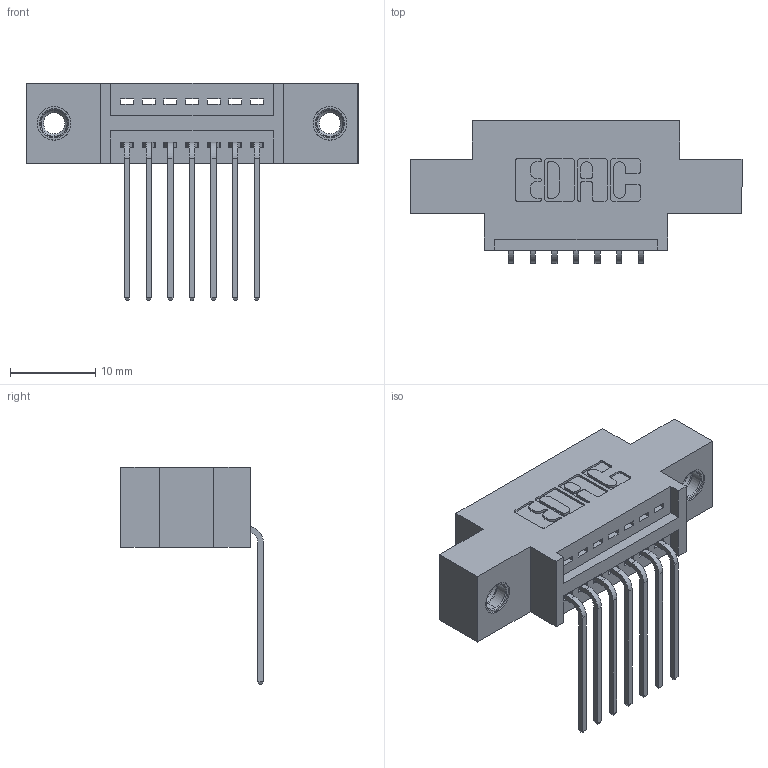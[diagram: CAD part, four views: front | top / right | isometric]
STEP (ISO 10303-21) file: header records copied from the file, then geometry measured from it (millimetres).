
FILE_DESCRIPTION (( 'STEP AP203' ), '1' );
FILE_NAME ('345-007-559-607.STEP', '2019-10-03T18:02:54', ( '' ), ( '' ), 'SwSTEP 2.0', 'SolidWorks 2016', '' );
FILE_SCHEMA (( 'CONFIG_CONTROL_DESIGN' ));
Length unit declared in the file: inch
Products named in the file (4): 345-007-559-607; 345 Part_0.170 Offset - 0.156 Dia-TI; 345-250-001_345-250-005-103; 345-292-001_558 559 Tail - 1
Assembly tree (10 placements, depth 2):
  345-007-559-607
    345 Part_0.170 Offset - 0.156 Dia-TI
    345-292-001_558 559 Tail - 1  x7
    345-250-001_345-250-005-103  x2
Bounding box: 38.99 x 16.75 x 25.53 mm (x, y, z)
Volume: 3312.9 mm3; surface area: 4223 mm2
Topology: 10 solids, 10 shells, 610 faces, 1763 edges, 1158 vertices
Faces by surface type: plane 410, cylinder 184, cone 12, torus 4
Entity records: 11382 total; most frequent: CARTESIAN_POINT 1956, ORIENTED_EDGE 1890, DIRECTION 1785, EDGE_CURVE 945, LINE 765, VECTOR 765, VERTEX_POINT 624, AXIS2_PLACEMENT_3D 510
